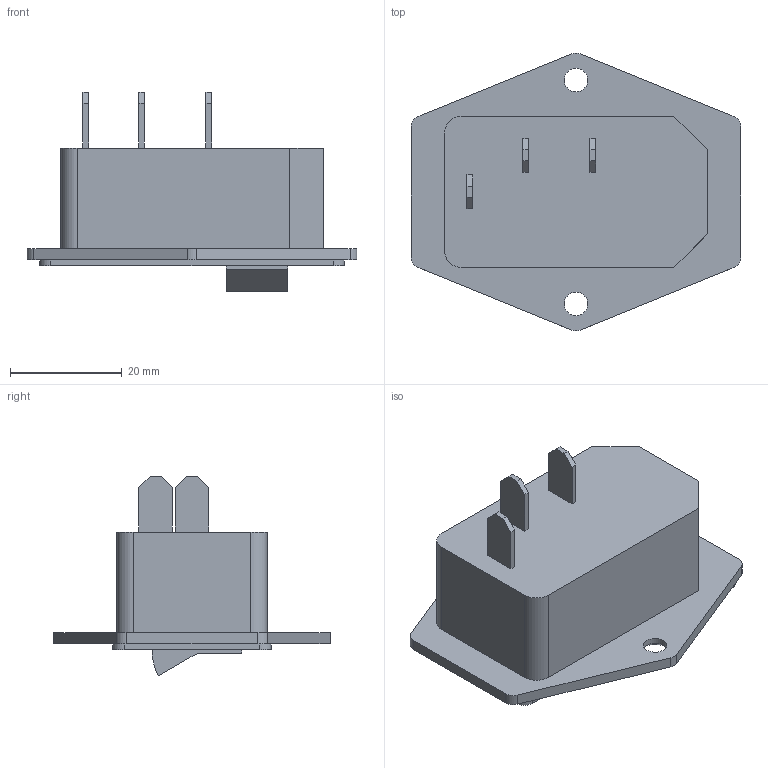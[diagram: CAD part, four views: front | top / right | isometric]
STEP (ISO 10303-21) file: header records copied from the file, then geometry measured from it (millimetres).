
FILE_DESCRIPTION(('FreeCAD Model'),'2;1');
FILE_NAME('interruptorConFusible.step','2015-10-25T18:43:31',('Author'),(''), 'Open CASCADE STEP processor 6.8','FreeCAD','Unknown');
FILE_SCHEMA(('AUTOMOTIVE_DESIGN_CC2 { 1 2 10303 214 -1 1 5 4 }'));
Length unit declared in the file: millimetre
Products named in the file (2): ASSEMBLY; Compound001
Assembly tree (1 placements, depth 2):
  ASSEMBLY
    Compound001
Bounding box: 59 x 49.67 x 35.7 mm (x, y, z)
Volume: 21485.7 mm3; surface area: 10720.6 mm2
Topology: 8 solids, 8 shells, 98 faces, 235 edges, 156 vertices
Faces by surface type: plane 80, cylinder 16, cone 2
Full cylindrical faces by diameter (mm): 4.2 x2
Entity records: 6628 total; most frequent: CARTESIAN_POINT 1061, DIRECTION 919, LINE 635, VECTOR 635, ORIENTED_EDGE 470, PCURVE 470, DEFINITIONAL_REPRESENTATION 470, EDGE_CURVE 235
